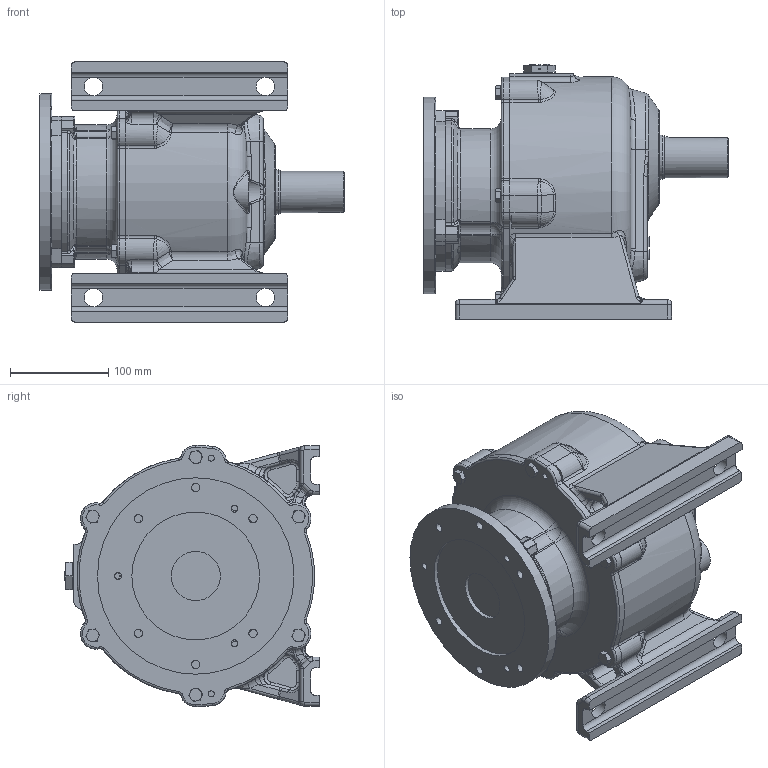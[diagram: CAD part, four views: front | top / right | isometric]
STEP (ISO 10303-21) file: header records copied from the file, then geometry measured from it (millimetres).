
FILE_DESCRIPTION (( 'STEP AP214' ), '1' );
FILE_NAME ('FN_FHI_0.4_R75.stp', '2022-06-23T00:13:32', ( 'Windows 餌辨濠' ), ( '' ), 'SwSTEP 2.0', 'SolidWorks 2021', '' );
FILE_SCHEMA (( 'AUTOMOTIVE_DESIGN' ));
Length unit declared in the file: millimetre
Products named in the file (1): FN_FHI_0.4_R75
Bounding box: 309.5 x 259.5 x 266 mm (x, y, z)
Volume: 8757764.9 mm3; surface area: 548999.7 mm2
Topology: 13 solids, 13 shells, 1083 faces, 2634 edges, 1591 vertices
Faces by surface type: plane 308, cylinder 291, bspline 251, torus 138, cone 83, sphere 12
Full cylindrical faces by diameter (mm): 1.5 x1, 6 x2, 6.8 x3, 8 x6, 8.376 x6, 8.5 x6, 9 x6, 9.5 x3, 11.6 x6, 18 x1, 19 x4, 26 x1, 42 x1, 45 x1, 49.8 x1, 50 x1, 64 x1, 68 x2, 130 x1, 200 x1, 213 x1, 222 x1, 227 x1
Entity records: 50704 total; most frequent: CARTESIAN_POINT 27243, ORIENTED_EDGE 4878, DIRECTION 4425, EDGE_CURVE 2439, AXIS2_PLACEMENT_3D 1764, VERTEX_POINT 1549, EDGE_LOOP 1300, FACE_OUTER_BOUND 1163
